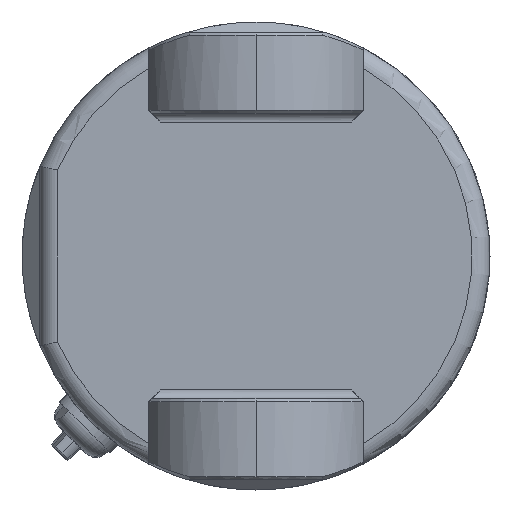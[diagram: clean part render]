
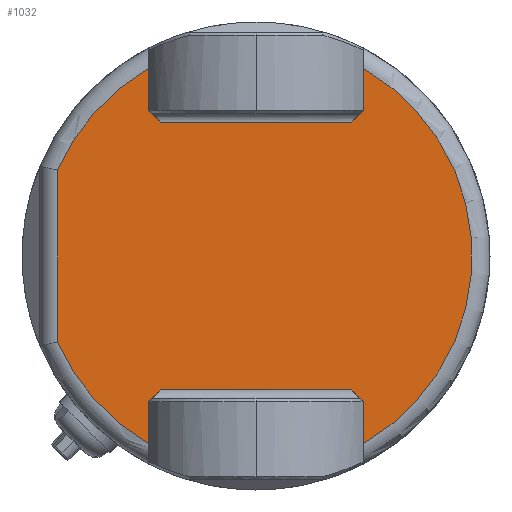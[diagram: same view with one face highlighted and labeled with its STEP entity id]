
A CAD part, left-side view. The second image highlights one B-rep face of the part: STEP entity #1032.
In plain terms, the highlighted planar face has unit normal (-1, 0, 0).
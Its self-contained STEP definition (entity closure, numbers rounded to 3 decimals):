
#45 = CARTESIAN_POINT ( 'NONE',  ( -49.5, -7.25, 2.95 ) ) ;
#1032 = ADVANCED_FACE ( 'NONE', ( #11082 ), #3100, .F. ) ;
#1545 = VERTEX_POINT ( 'NONE', #5279 ) ;
#2070 = VERTEX_POINT ( 'NONE', #4402 ) ;
#2172 = CARTESIAN_POINT ( 'NONE',  ( -49.5, 12., -16.3 ) ) ;
#2222 = DIRECTION ( 'NONE',  ( -1., 0., 0. ) ) ;
#2630 = EDGE_CURVE ( 'NONE', #18196, #7799, #17559, .T. ) ;
#2893 = AXIS2_PLACEMENT_3D ( 'NONE', #25960, #10443, #20742 ) ;
#3016 = CARTESIAN_POINT ( 'NONE',  ( -49.5, 22.2, 9.633 ) ) ;
#3100 = PLANE ( 'NONE',  #2893 ) ;
#3309 = CARTESIAN_POINT ( 'NONE',  ( -49.5, -12., -21.015 ) ) ;
#3494 = ORIENTED_EDGE ( 'NONE', *, *, #25053, .T. ) ;
#3628 = ORIENTED_EDGE ( 'NONE', *, *, #27821, .F. ) ;
#4072 = VERTEX_POINT ( 'NONE', #15901 ) ;
#4402 = CARTESIAN_POINT ( 'NONE',  ( -49.5, 12., 16.3 ) ) ;
#4530 = ORIENTED_EDGE ( 'NONE', *, *, #16082, .T. ) ;
#5009 = VECTOR ( 'NONE', #12231, 1000. ) ;
#5279 = CARTESIAN_POINT ( 'NONE',  ( -49.5, 12., 21.015 ) ) ;
#5379 = ORIENTED_EDGE ( 'NONE', *, *, #26769, .T. ) ;
#5886 = VECTOR ( 'NONE', #14964, 1000. ) ;
#6075 = ORIENTED_EDGE ( 'NONE', *, *, #2630, .T. ) ;
#6229 = VERTEX_POINT ( 'NONE', #3016 ) ;
#6243 = EDGE_CURVE ( 'NONE', #7799, #2070, #15119, .T. ) ;
#6443 = CIRCLE ( 'NONE', #31998, 24.2 ) ;
#6739 = VERTEX_POINT ( 'NONE', #2172 ) ;
#6760 = VECTOR ( 'NONE', #19501, 1000. ) ;
#6945 = CARTESIAN_POINT ( 'NONE',  ( -49.5, 11.7, 15. ) ) ;
#7464 = ORIENTED_EDGE ( 'NONE', *, *, #26639, .T. ) ;
#7799 = VERTEX_POINT ( 'NONE', #11882 ) ;
#7996 = VERTEX_POINT ( 'NONE', #22670 ) ;
#8148 = VECTOR ( 'NONE', #22211, 1000. ) ;
#8503 = EDGE_CURVE ( 'NONE', #1545, #6229, #21829, .T. ) ;
#8552 = ORIENTED_EDGE ( 'NONE', *, *, #30844, .T. ) ;
#8718 = EDGE_CURVE ( 'NONE', #1545, #2070, #21786, .T. ) ;
#9165 = AXIS2_PLACEMENT_3D ( 'NONE', #24919, #2222, #17086 ) ;
#9402 = CARTESIAN_POINT ( 'NONE',  ( -49.5, 12., 62. ) ) ;
#9566 = LINE ( 'NONE', #9402, #19919 ) ;
#9712 = DIRECTION ( 'NONE',  ( 0., 1., 0. ) ) ;
#9739 = VECTOR ( 'NONE', #9712, 1000. ) ;
#9907 = ORIENTED_EDGE ( 'NONE', *, *, #31312, .T. ) ;
#10147 = ORIENTED_EDGE ( 'NONE', *, *, #6243, .T. ) ;
#10443 = DIRECTION ( 'NONE',  ( 1., 0., 0. ) ) ;
#10972 = CARTESIAN_POINT ( 'NONE',  ( -49.5, -10.7, -15. ) ) ;
#11082 = FACE_OUTER_BOUND ( 'NONE', #27236, .T. ) ;
#11158 = DIRECTION ( 'NONE',  ( -1., 0., 0. ) ) ;
#11882 = CARTESIAN_POINT ( 'NONE',  ( -49.5, 10.7, 15. ) ) ;
#12231 = DIRECTION ( 'NONE',  ( 0., -1., 0. ) ) ;
#12313 = DIRECTION ( 'NONE',  ( 0., -0.707, 0.707 ) ) ;
#12328 = CARTESIAN_POINT ( 'NONE',  ( -49.5, 0., 0. ) ) ;
#12357 = DIRECTION ( 'NONE',  ( 0., 0., -1. ) ) ;
#13008 = ORIENTED_EDGE ( 'NONE', *, *, #25217, .T. ) ;
#13274 = CARTESIAN_POINT ( 'NONE',  ( -49.5, 10.7, -15. ) ) ;
#14115 = DIRECTION ( 'NONE',  ( 0., 0., -1. ) ) ;
#14436 = CARTESIAN_POINT ( 'NONE',  ( -49.5, 12., 62. ) ) ;
#14488 = LINE ( 'NONE', #21835, #28757 ) ;
#14684 = CARTESIAN_POINT ( 'NONE',  ( -49.5, -11.7, -15. ) ) ;
#14964 = DIRECTION ( 'NONE',  ( 0., 0.707, 0.707 ) ) ;
#15119 = LINE ( 'NONE', #20503, #5886 ) ;
#15901 = CARTESIAN_POINT ( 'NONE',  ( -49.5, -12., -16.3 ) ) ;
#16082 = EDGE_CURVE ( 'NONE', #19044, #4072, #21309, .T. ) ;
#16304 = CARTESIAN_POINT ( 'NONE',  ( -49.5, -12., 21.015 ) ) ;
#17086 = DIRECTION ( 'NONE',  ( 0., 0., -1. ) ) ;
#17177 = VERTEX_POINT ( 'NONE', #16304 ) ;
#17559 = LINE ( 'NONE', #6945, #9739 ) ;
#17616 = CARTESIAN_POINT ( 'NONE',  ( -49.5, 12., -21.015 ) ) ;
#17956 = DIRECTION ( 'NONE',  ( 0., 0., -1. ) ) ;
#18196 = VERTEX_POINT ( 'NONE', #29440 ) ;
#18542 = VERTEX_POINT ( 'NONE', #13274 ) ;
#18737 = VERTEX_POINT ( 'NONE', #22611 ) ;
#18820 = VECTOR ( 'NONE', #21107, 1000. ) ;
#19020 = DIRECTION ( 'NONE',  ( 0., -0.707, -0.707 ) ) ;
#19044 = VERTEX_POINT ( 'NONE', #10972 ) ;
#19501 = DIRECTION ( 'NONE',  ( 0., 0., -1. ) ) ;
#19779 = ORIENTED_EDGE ( 'NONE', *, *, #8718, .F. ) ;
#19850 = VECTOR ( 'NONE', #19020, 1000. ) ;
#19919 = VECTOR ( 'NONE', #31761, 1000. ) ;
#20069 = LINE ( 'NONE', #14684, #5009 ) ;
#20251 = LINE ( 'NONE', #27747, #20536 ) ;
#20503 = CARTESIAN_POINT ( 'NONE',  ( -49.5, -23.25, -18.95 ) ) ;
#20536 = VECTOR ( 'NONE', #17956, 1000. ) ;
#20742 = DIRECTION ( 'NONE',  ( 0., 0., -1. ) ) ;
#21107 = DIRECTION ( 'NONE',  ( 0., 0.707, -0.707 ) ) ;
#21309 = LINE ( 'NONE', #26373, #19850 ) ;
#21786 = LINE ( 'NONE', #14436, #6760 ) ;
#21829 = CIRCLE ( 'NONE', #31184, 24.2 ) ;
#21835 = CARTESIAN_POINT ( 'NONE',  ( -49.5, -12., 62. ) ) ;
#22211 = DIRECTION ( 'NONE',  ( 0., 0., -1. ) ) ;
#22365 = CARTESIAN_POINT ( 'NONE',  ( -49.5, 22.2, -16. ) ) ;
#22611 = CARTESIAN_POINT ( 'NONE',  ( -49.5, -12., 16.3 ) ) ;
#22652 = VERTEX_POINT ( 'NONE', #3309 ) ;
#22670 = CARTESIAN_POINT ( 'NONE',  ( -49.5, 22.2, -9.633 ) ) ;
#24161 = LINE ( 'NONE', #22365, #8148 ) ;
#24405 = DIRECTION ( 'NONE',  ( -1., 0., 0. ) ) ;
#24719 = LINE ( 'NONE', #45, #31317 ) ;
#24919 = CARTESIAN_POINT ( 'NONE',  ( -49.5, 0., 0. ) ) ;
#25053 = EDGE_CURVE ( 'NONE', #18542, #19044, #20069, .T. ) ;
#25217 = EDGE_CURVE ( 'NONE', #22652, #17177, #27425, .T. ) ;
#25542 = ORIENTED_EDGE ( 'NONE', *, *, #25607, .T. ) ;
#25572 = ORIENTED_EDGE ( 'NONE', *, *, #8503, .T. ) ;
#25607 = EDGE_CURVE ( 'NONE', #6229, #7996, #24161, .T. ) ;
#25689 = LINE ( 'NONE', #26168, #18820 ) ;
#25960 = CARTESIAN_POINT ( 'NONE',  ( -49.5, -26.2, -16. ) ) ;
#26038 = CARTESIAN_POINT ( 'NONE',  ( -49.5, 0., 0. ) ) ;
#26168 = CARTESIAN_POINT ( 'NONE',  ( -49.5, -2.95, 7.25 ) ) ;
#26373 = CARTESIAN_POINT ( 'NONE',  ( -49.5, -18.95, -23.25 ) ) ;
#26639 = EDGE_CURVE ( 'NONE', #6739, #18542, #24719, .T. ) ;
#26769 = EDGE_CURVE ( 'NONE', #18737, #18196, #25689, .T. ) ;
#27173 = VERTEX_POINT ( 'NONE', #17616 ) ;
#27236 = EDGE_LOOP ( 'NONE', ( #9907, #13008, #30110, #5379, #6075, #10147, #19779, #25572, #25542, #8552, #3628, #7464, #3494, #4530 ) ) ;
#27425 = CIRCLE ( 'NONE', #9165, 24.2 ) ;
#27679 = EDGE_CURVE ( 'NONE', #17177, #18737, #14488, .T. ) ;
#27747 = CARTESIAN_POINT ( 'NONE',  ( -49.5, -12., 62. ) ) ;
#27821 = EDGE_CURVE ( 'NONE', #6739, #27173, #9566, .T. ) ;
#28757 = VECTOR ( 'NONE', #12357, 1000. ) ;
#29440 = CARTESIAN_POINT ( 'NONE',  ( -49.5, -10.7, 15. ) ) ;
#30110 = ORIENTED_EDGE ( 'NONE', *, *, #27679, .T. ) ;
#30844 = EDGE_CURVE ( 'NONE', #7996, #27173, #6443, .T. ) ;
#31184 = AXIS2_PLACEMENT_3D ( 'NONE', #26038, #11158, #14115 ) ;
#31312 = EDGE_CURVE ( 'NONE', #4072, #22652, #20251, .T. ) ;
#31317 = VECTOR ( 'NONE', #12313, 1000. ) ;
#31761 = DIRECTION ( 'NONE',  ( 0., 0., -1. ) ) ;
#31998 = AXIS2_PLACEMENT_3D ( 'NONE', #12328, #24405, #32061 ) ;
#32061 = DIRECTION ( 'NONE',  ( 0., 0., -1. ) ) ;
